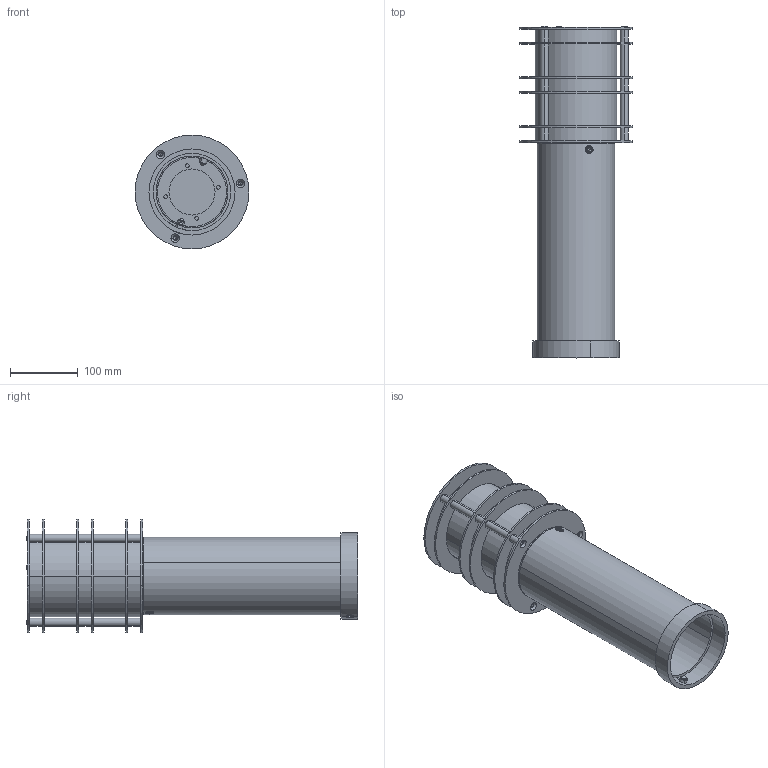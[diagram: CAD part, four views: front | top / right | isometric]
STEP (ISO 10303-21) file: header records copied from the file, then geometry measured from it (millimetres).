
FILE_DESCRIPTION (( 'STEP AP203' ), '1' );
FILE_NAME ('STOCKHOLM STEEL_490.STEP', '2024-02-02T13:24:09', ( '' ), ( '' ), 'SwSTEP 2.0', 'SolidWorks 2022', '' );
FILE_SCHEMA (( 'CONFIG_CONTROL_DESIGN' ));
Length unit declared in the file: millimetre
Products named in the file (1): STOCKHOLM STEEL_490
Bounding box: 168 x 490 x 168 mm (x, y, z)
Volume: 917060.2 mm3; surface area: 567782.7 mm2
Topology: 31 solids, 31 shells, 347 faces, 783 edges, 505 vertices
Faces by surface type: cylinder 183, plane 104, cone 60
Entity records: 10656 total; most frequent: CARTESIAN_POINT 2292, DIRECTION 1891, ORIENTED_EDGE 1554, AXIS2_PLACEMENT_3D 782, EDGE_CURVE 777, VERTEX_POINT 505, EDGE_LOOP 458, CIRCLE 434
